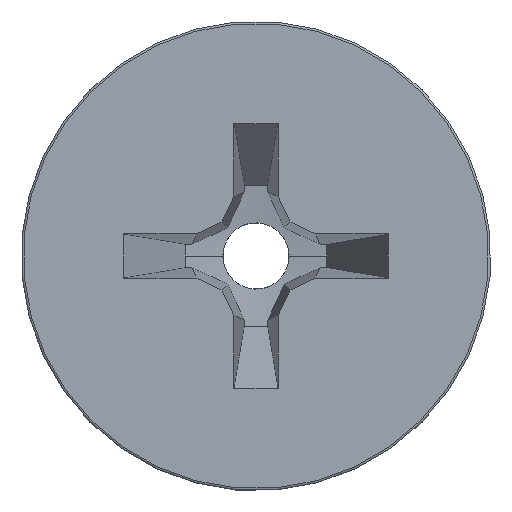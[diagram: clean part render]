
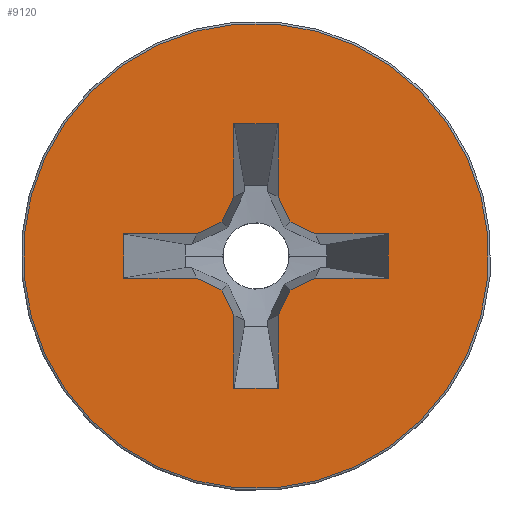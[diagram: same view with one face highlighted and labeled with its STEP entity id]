
A CAD part, left-side view. The second image highlights one B-rep face of the part: STEP entity #9120.
In plain terms, the highlighted planar face has unit normal (-1, 0, 0).
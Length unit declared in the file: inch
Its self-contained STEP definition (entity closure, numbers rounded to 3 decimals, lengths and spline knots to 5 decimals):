
#4702=CARTESIAN_POINT('',(0.,0.,0.));
#4703=DIRECTION('',(-1.,0.,0.));
#4704=DIRECTION('',(0.,1.,0.));
#4705=AXIS2_PLACEMENT_3D('',#4702,#4703,#4704);
#4707=CARTESIAN_POINT('',(0.,0.,0.));
#4708=DIRECTION('',(1.,0.,0.));
#4709=DIRECTION('',(0.,1.,0.));
#4710=AXIS2_PLACEMENT_3D('',#4707,#4708,#4709);
#4712=DIRECTION('',(0.,-0.707,-0.707));
#4713=VECTOR('',#4712,0.028);
#4714=CARTESIAN_POINT('',(0.,0.0693,-0.0495));
#4715=LINE('',#4714,#4713);
#4716=DIRECTION('',(0.,0.707,-0.707));
#4717=VECTOR('',#4716,0.04624);
#4718=CARTESIAN_POINT('',(0.,0.0168,-0.0366));
#4719=LINE('',#4718,#4717);
#4720=DIRECTION('',(0.,0.94,-0.342));
#4721=VECTOR('',#4720,0.01788);
#4722=CARTESIAN_POINT('',(0.,0.,-0.03048));
#4723=LINE('',#4722,#4721);
#4724=DIRECTION('',(0.,0.94,0.342));
#4725=VECTOR('',#4724,0.01788);
#4726=CARTESIAN_POINT('',(0.,-0.0168,-0.0366));
#4727=LINE('',#4726,#4725);
#4728=DIRECTION('',(0.,-0.707,-0.707));
#4729=VECTOR('',#4728,0.04624);
#4730=CARTESIAN_POINT('',(0.,-0.0168,-0.0366));
#4731=LINE('',#4730,#4729);
#4732=DIRECTION('',(0.,0.707,-0.707));
#4733=VECTOR('',#4732,0.028);
#4734=CARTESIAN_POINT('',(0.,-0.0693,-0.0495));
#4735=LINE('',#4734,#4733);
#4736=DIRECTION('',(0.,-0.707,-0.707));
#4737=VECTOR('',#4736,0.04624);
#4738=CARTESIAN_POINT('',(0.,-0.0366,-0.0168));
#4739=LINE('',#4738,#4737);
#4740=DIRECTION('',(0.,-0.342,-0.94));
#4741=VECTOR('',#4740,0.01788);
#4742=CARTESIAN_POINT('',(0.,-0.03048,0.));
#4743=LINE('',#4742,#4741);
#4744=DIRECTION('',(0.,0.342,-0.94));
#4745=VECTOR('',#4744,0.01788);
#4746=CARTESIAN_POINT('',(0.,-0.0366,0.0168));
#4747=LINE('',#4746,#4745);
#4748=DIRECTION('',(0.,0.707,-0.707));
#4749=VECTOR('',#4748,0.04624);
#4750=CARTESIAN_POINT('',(0.,-0.0693,0.0495));
#4751=LINE('',#4750,#4749);
#4752=DIRECTION('',(0.,-0.707,-0.707));
#4753=VECTOR('',#4752,0.028);
#4754=CARTESIAN_POINT('',(0.,-0.0495,0.0693));
#4755=LINE('',#4754,#4753);
#4756=DIRECTION('',(0.,0.707,-0.707));
#4757=VECTOR('',#4756,0.04624);
#4758=CARTESIAN_POINT('',(0.,-0.0495,0.0693));
#4759=LINE('',#4758,#4757);
#4760=DIRECTION('',(0.,-0.94,0.342));
#4761=VECTOR('',#4760,0.01788);
#4762=CARTESIAN_POINT('',(0.,0.,0.03048));
#4763=LINE('',#4762,#4761);
#4764=DIRECTION('',(0.,-0.94,-0.342));
#4765=VECTOR('',#4764,0.01788);
#4766=CARTESIAN_POINT('',(0.,0.0168,0.0366));
#4767=LINE('',#4766,#4765);
#4768=DIRECTION('',(0.,-0.707,-0.707));
#4769=VECTOR('',#4768,0.04624);
#4770=CARTESIAN_POINT('',(0.,0.0495,0.0693));
#4771=LINE('',#4770,#4769);
#4772=DIRECTION('',(0.,0.707,-0.707));
#4773=VECTOR('',#4772,0.028);
#4774=CARTESIAN_POINT('',(0.,0.0495,0.0693));
#4775=LINE('',#4774,#4773);
#4776=DIRECTION('',(0.,-0.707,-0.707));
#4777=VECTOR('',#4776,0.04624);
#4778=CARTESIAN_POINT('',(0.,0.0693,0.0495));
#4779=LINE('',#4778,#4777);
#4780=DIRECTION('',(0.,0.342,0.94));
#4781=VECTOR('',#4780,0.01788);
#4782=CARTESIAN_POINT('',(0.,0.03048,0.));
#4783=LINE('',#4782,#4781);
#4784=DIRECTION('',(0.,-0.342,0.94));
#4785=VECTOR('',#4784,0.01788);
#4786=CARTESIAN_POINT('',(0.,0.0366,-0.0168));
#4787=LINE('',#4786,#4785);
#4788=DIRECTION('',(0.,0.707,-0.707));
#4789=VECTOR('',#4788,0.04624);
#4790=CARTESIAN_POINT('',(0.,0.0366,-0.0168));
#4791=LINE('',#4790,#4789);
#5989=CARTESIAN_POINT('',(0.,0.0693,-0.0495));
#5990=CARTESIAN_POINT('',(0.,0.0495,-0.0693));
#5991=VERTEX_POINT('',#5989);
#5992=VERTEX_POINT('',#5990);
#5993=CARTESIAN_POINT('',(0.,0.0366,-0.0168));
#5994=VERTEX_POINT('',#5993);
#5995=CARTESIAN_POINT('',(0.,0.03048,0.));
#5996=VERTEX_POINT('',#5995);
#5997=CARTESIAN_POINT('',(0.,0.0366,0.0168));
#5998=VERTEX_POINT('',#5997);
#5999=CARTESIAN_POINT('',(0.,0.0693,0.0495));
#6000=VERTEX_POINT('',#5999);
#6001=CARTESIAN_POINT('',(0.,0.0495,0.0693));
#6002=VERTEX_POINT('',#6001);
#6003=CARTESIAN_POINT('',(0.,0.0168,0.0366));
#6004=VERTEX_POINT('',#6003);
#6005=CARTESIAN_POINT('',(0.,0.,0.03048));
#6006=VERTEX_POINT('',#6005);
#6007=CARTESIAN_POINT('',(0.,-0.0168,0.0366));
#6008=VERTEX_POINT('',#6007);
#6009=CARTESIAN_POINT('',(0.,-0.0495,0.0693));
#6010=VERTEX_POINT('',#6009);
#6011=CARTESIAN_POINT('',(0.,-0.0693,0.0495));
#6012=VERTEX_POINT('',#6011);
#6013=CARTESIAN_POINT('',(0.,-0.0366,0.0168));
#6014=VERTEX_POINT('',#6013);
#6015=CARTESIAN_POINT('',(0.,-0.03048,0.));
#6016=VERTEX_POINT('',#6015);
#6017=CARTESIAN_POINT('',(0.,-0.0366,-0.0168));
#6018=VERTEX_POINT('',#6017);
#6019=CARTESIAN_POINT('',(0.,-0.0693,-0.0495));
#6020=VERTEX_POINT('',#6019);
#6021=CARTESIAN_POINT('',(0.,-0.0495,-0.0693));
#6022=VERTEX_POINT('',#6021);
#6023=CARTESIAN_POINT('',(0.,-0.0168,-0.0366));
#6024=VERTEX_POINT('',#6023);
#6025=CARTESIAN_POINT('',(0.,0.,-0.03048));
#6026=VERTEX_POINT('',#6025);
#6027=CARTESIAN_POINT('',(0.,0.0168,-0.0366));
#6028=VERTEX_POINT('',#6027);
#6068=CARTESIAN_POINT('',(0.,0.14763,0.));
#6069=VERTEX_POINT('',#6068);
#6070=CARTESIAN_POINT('',(0.,-0.14763,0.));
#6071=VERTEX_POINT('',#6070);
#9069=CARTESIAN_POINT('',(0.,0.,0.));
#9070=DIRECTION('',(1.,0.,0.));
#9071=DIRECTION('',(0.,-1.,0.));
#9072=AXIS2_PLACEMENT_3D('',#9069,#9070,#9071);
#9073=PLANE('',#9072);
#9074=ORIENTED_EDGE('',*,*,#9062,.F.);
#9075=ORIENTED_EDGE('',*,*,#9051,.T.);
#9076=EDGE_LOOP('',(#9074,#9075));
#9077=FACE_OUTER_BOUND('',#9076,.F.);
#9079=ORIENTED_EDGE('',*,*,#9078,.T.);
#9081=ORIENTED_EDGE('',*,*,#9080,.F.);
#9083=ORIENTED_EDGE('',*,*,#9082,.F.);
#9085=ORIENTED_EDGE('',*,*,#9084,.F.);
#9087=ORIENTED_EDGE('',*,*,#9086,.T.);
#9089=ORIENTED_EDGE('',*,*,#9088,.F.);
#9091=ORIENTED_EDGE('',*,*,#9090,.F.);
#9093=ORIENTED_EDGE('',*,*,#9092,.F.);
#9095=ORIENTED_EDGE('',*,*,#9094,.F.);
#9097=ORIENTED_EDGE('',*,*,#9096,.F.);
#9099=ORIENTED_EDGE('',*,*,#9098,.F.);
#9101=ORIENTED_EDGE('',*,*,#9100,.T.);
#9103=ORIENTED_EDGE('',*,*,#9102,.F.);
#9105=ORIENTED_EDGE('',*,*,#9104,.F.);
#9107=ORIENTED_EDGE('',*,*,#9106,.F.);
#9109=ORIENTED_EDGE('',*,*,#9108,.T.);
#9111=ORIENTED_EDGE('',*,*,#9110,.T.);
#9113=ORIENTED_EDGE('',*,*,#9112,.F.);
#9115=ORIENTED_EDGE('',*,*,#9114,.F.);
#9117=ORIENTED_EDGE('',*,*,#9116,.T.);
#9118=EDGE_LOOP('',(#9079,#9081,#9083,#9085,#9087,#9089,#9091,#9093,#9095,#9097,
#9099,#9101,#9103,#9105,#9107,#9109,#9111,#9113,#9115,#9117));
#9119=FACE_BOUND('',#9118,.F.);
#4706=CIRCLE('',#4705,0.14763);
#4711=CIRCLE('',#4710,0.14763);
#9051=EDGE_CURVE('',#6069,#6071,#4711,.T.);
#9062=EDGE_CURVE('',#6069,#6071,#4706,.T.);
#9078=EDGE_CURVE('',#5991,#5992,#4715,.T.);
#9080=EDGE_CURVE('',#6028,#5992,#4719,.T.);
#9082=EDGE_CURVE('',#6026,#6028,#4723,.T.);
#9084=EDGE_CURVE('',#6024,#6026,#4727,.T.);
#9086=EDGE_CURVE('',#6024,#6022,#4731,.T.);
#9088=EDGE_CURVE('',#6020,#6022,#4735,.T.);
#9090=EDGE_CURVE('',#6018,#6020,#4739,.T.);
#9092=EDGE_CURVE('',#6016,#6018,#4743,.T.);
#9094=EDGE_CURVE('',#6014,#6016,#4747,.T.);
#9096=EDGE_CURVE('',#6012,#6014,#4751,.T.);
#9098=EDGE_CURVE('',#6010,#6012,#4755,.T.);
#9100=EDGE_CURVE('',#6010,#6008,#4759,.T.);
#9102=EDGE_CURVE('',#6006,#6008,#4763,.T.);
#9104=EDGE_CURVE('',#6004,#6006,#4767,.T.);
#9106=EDGE_CURVE('',#6002,#6004,#4771,.T.);
#9108=EDGE_CURVE('',#6002,#6000,#4775,.T.);
#9110=EDGE_CURVE('',#6000,#5998,#4779,.T.);
#9112=EDGE_CURVE('',#5996,#5998,#4783,.T.);
#9114=EDGE_CURVE('',#5994,#5996,#4787,.T.);
#9116=EDGE_CURVE('',#5994,#5991,#4791,.T.);
#9120=ADVANCED_FACE('',(#9077,#9119),#9073,.F.);
